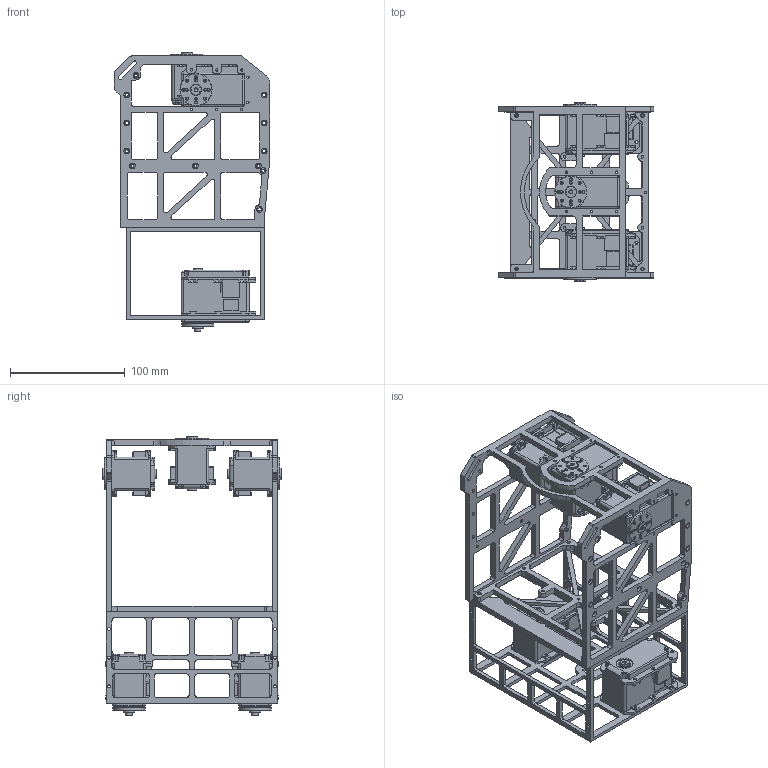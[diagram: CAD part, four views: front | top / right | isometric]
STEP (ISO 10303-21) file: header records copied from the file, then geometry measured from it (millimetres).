
FILE_DESCRIPTION(/* description */ (''),/* implementation_level */ '2;1');
FILE_NAME(/* name */ 'torso_link.stp',/* time_stamp */ '2018-11-27T11:04:38+01:00',/* author */ ('bitbots'),/* organization */ (''),/* preprocessor_version */ 'ST-DEVELOPER v16.13',/* originating_system */ 'Autodesk Inventor 2018',/* authorisation */ '');
FILE_SCHEMA (('AUTOMOTIVE_DESIGN { 1 0 10303 214 3 1 1 }'));
Length unit declared in the file: millimetre
Products named in the file (9): torso_link; torso_bottom; torso_top; Mx64_withHorn; MX-64T_withHorn; MX-106T_with_Horn; MX-106T; HN05-N101; right_hip_yaw_link
Assembly tree (12 placements, depth 3):
  torso_link
    torso_bottom
    torso_top
    Mx64_withHorn  x3
      MX-64T_withHorn
      HN05-N101
    MX-106T_with_Horn  x2
      MX-106T
      HN05-N101
    right_hip_yaw_link
Bounding box: 136 x 156.6 x 244.1 mm (x, y, z)
Volume: 552563.1 mm3; surface area: 212521.2 mm2
Topology: 12 solids, 52 shells, 3074 faces, 8552 edges, 5569 vertices
Faces by surface type: plane 1792, cylinder 1040, cone 134, bspline 42, sphere 36, torus 30
Full cylindrical faces by diameter (mm): 2 x46, 2.05 x72, 2.5 x50, 2.6 x18, 2.7 x64, 2.8 x18, 3.1 x11, 3.2 x5, 3.3 x2, 4 x3, 5 x24, 5.5 x2, 8 x5, 8.1 x5, 10 x17, 15 x5, 28 x5
Entity records: 51362 total; most frequent: CARTESIAN_POINT 9983, DIRECTION 8369, ORIENTED_EDGE 8154, EDGE_CURVE 4085, AXIS2_PLACEMENT_3D 2873, VERTEX_POINT 2815, LINE 2623, VECTOR 2623
